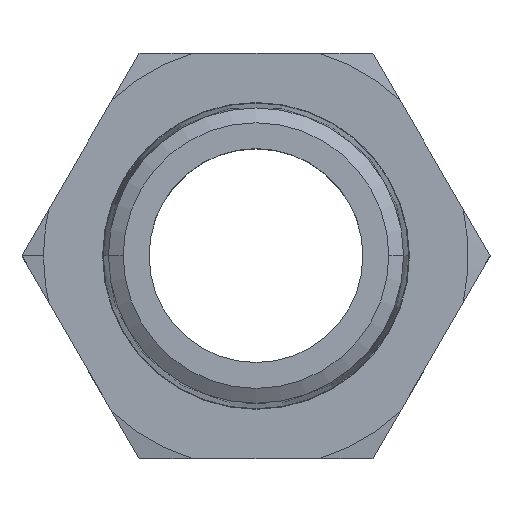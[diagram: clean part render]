
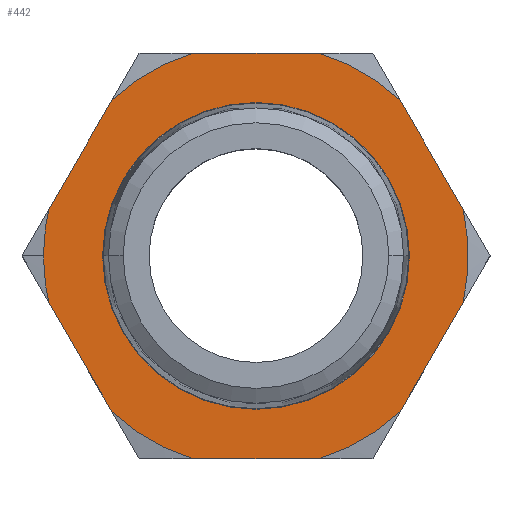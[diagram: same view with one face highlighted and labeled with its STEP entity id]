
A CAD part, top view. The second image highlights one B-rep face of the part: STEP entity #442.
In plain terms, the highlighted planar face has unit normal (0, 0, 1).
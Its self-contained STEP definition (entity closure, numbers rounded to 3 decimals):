
#7 = EDGE_CURVE ( 'NONE', #269, #266, #588, .T. ) ;
#116 = EDGE_CURVE ( 'NONE', #119, #118, #1165, .T. ) ;
#118 = VERTEX_POINT ( 'NONE', #1158 ) ;
#119 = VERTEX_POINT ( 'NONE', #1153 ) ;
#266 = VERTEX_POINT ( 'NONE', #1001 ) ;
#268 = EDGE_CURVE ( 'NONE', #266, #269, #948, .T. ) ;
#269 = VERTEX_POINT ( 'NONE', #941 ) ;
#315 = VERTEX_POINT ( 'NONE', #1058 ) ;
#324 = ORIENTED_EDGE ( 'NONE', *, *, #356, .F. ) ;
#325 = ORIENTED_EDGE ( 'NONE', *, *, #326, .T. ) ;
#326 = EDGE_CURVE ( 'NONE', #434, #392, #1115, .T. ) ;
#339 = VERTEX_POINT ( 'NONE', #1100 ) ;
#343 = VERTEX_POINT ( 'NONE', #1070 ) ;
#351 = EDGE_CURVE ( 'NONE', #343, #360, #1129, .T. ) ;
#356 = EDGE_CURVE ( 'NONE', #434, #357, #1125, .T. ) ;
#357 = VERTEX_POINT ( 'NONE', #1121 ) ;
#360 = VERTEX_POINT ( 'NONE', #1119 ) ;
#366 = EDGE_CURVE ( 'NONE', #315, #392, #1348, .T. ) ;
#386 = EDGE_CURVE ( 'NONE', #420, #118, #1335, .T. ) ;
#392 = VERTEX_POINT ( 'NONE', #1303 ) ;
#420 = VERTEX_POINT ( 'NONE', #1450 ) ;
#434 = VERTEX_POINT ( 'NONE', #1473 ) ;
#442 = ADVANCED_FACE ( 'NONE', ( #1462, #1461 ), #1492, .F. ) ;
#443 = ORIENTED_EDGE ( 'NONE', *, *, #7, .F. ) ;
#445 = EDGE_CURVE ( 'NONE', #343, #524, #1466, .T. ) ;
#446 = ORIENTED_EDGE ( 'NONE', *, *, #268, .F. ) ;
#447 = ORIENTED_EDGE ( 'NONE', *, *, #445, .T. ) ;
#448 = EDGE_LOOP ( 'NONE', ( #443, #446 ) ) ;
#450 = ORIENTED_EDGE ( 'NONE', *, *, #116, .T. ) ;
#451 = ORIENTED_EDGE ( 'NONE', *, *, #386, .F. ) ;
#452 = ORIENTED_EDGE ( 'NONE', *, *, #453, .T. ) ;
#453 = EDGE_CURVE ( 'NONE', #339, #360, #1440, .T. ) ;
#454 = ORIENTED_EDGE ( 'NONE', *, *, #351, .F. ) ;
#458 = EDGE_LOOP ( 'NONE', ( #447, #462, #463, #450, #451, #512, #324, #325, #465, #466, #508, #452, #454 ) ) ;
#462 = ORIENTED_EDGE ( 'NONE', *, *, #523, .F. ) ;
#463 = ORIENTED_EDGE ( 'NONE', *, *, #464, .T. ) ;
#464 = EDGE_CURVE ( 'NONE', #497, #119, #1377, .T. ) ;
#465 = ORIENTED_EDGE ( 'NONE', *, *, #366, .F. ) ;
#466 = ORIENTED_EDGE ( 'NONE', *, *, #507, .T. ) ;
#497 = VERTEX_POINT ( 'NONE', #1616 ) ;
#507 = EDGE_CURVE ( 'NONE', #315, #535, #1526, .T. ) ;
#508 = ORIENTED_EDGE ( 'NONE', *, *, #534, .F. ) ;
#512 = ORIENTED_EDGE ( 'NONE', *, *, #513, .T. ) ;
#513 = EDGE_CURVE ( 'NONE', #420, #357, #1640, .T. ) ;
#523 = EDGE_CURVE ( 'NONE', #497, #524, #1566, .T. ) ;
#524 = VERTEX_POINT ( 'NONE', #1511 ) ;
#534 = EDGE_CURVE ( 'NONE', #339, #535, #1555, .T. ) ;
#535 = VERTEX_POINT ( 'NONE', #1548 ) ;
#587 = AXIS2_PLACEMENT_3D ( 'NONE', #619, #758, #706 ) ;
#588 = CIRCLE ( 'NONE', #587, 13.625 ) ;
#619 = CARTESIAN_POINT ( 'NONE',  ( 0., 0., 5.567 ) ) ;
#706 = DIRECTION ( 'NONE',  ( 1., 0., 0. ) ) ;
#758 = DIRECTION ( 'NONE',  ( 0., 0., 1. ) ) ;
#941 = CARTESIAN_POINT ( 'NONE',  ( -13.625, 0., 5.567 ) ) ;
#944 = DIRECTION ( 'NONE',  ( 1., 0., 0. ) ) ;
#945 = DIRECTION ( 'NONE',  ( 0., 0., 1. ) ) ;
#946 = CARTESIAN_POINT ( 'NONE',  ( 0., 0., 5.567 ) ) ;
#947 = AXIS2_PLACEMENT_3D ( 'NONE', #946, #945, #944 ) ;
#948 = CIRCLE ( 'NONE', #947, 13.625 ) ;
#1001 = CARTESIAN_POINT ( 'NONE',  ( 13.625, 0., 5.567 ) ) ;
#1058 = CARTESIAN_POINT ( 'NONE',  ( 18.402, -4.126, 5.567 ) ) ;
#1069 = DIRECTION ( 'NONE',  ( 1., 0., 0. ) ) ;
#1070 = CARTESIAN_POINT ( 'NONE',  ( -5.628, 18., 5.567 ) ) ;
#1100 = CARTESIAN_POINT ( 'NONE',  ( 12.775, 13.874, 5.567 ) ) ;
#1112 = DIRECTION ( 'NONE',  ( 0., 0., 1. ) ) ;
#1113 = CARTESIAN_POINT ( 'NONE',  ( 0., 0., 5.567 ) ) ;
#1114 = AXIS2_PLACEMENT_3D ( 'NONE', #1113, #1112, #1069 ) ;
#1115 = CIRCLE ( 'NONE', #1114, 18.859 ) ;
#1119 = CARTESIAN_POINT ( 'NONE',  ( 5.628, 18., 5.567 ) ) ;
#1121 = CARTESIAN_POINT ( 'NONE',  ( -5.628, -18., 5.567 ) ) ;
#1122 = DIRECTION ( 'NONE',  ( -1., 0., 0. ) ) ;
#1123 = VECTOR ( 'NONE', #1122, 1000. ) ;
#1124 = CARTESIAN_POINT ( 'NONE',  ( 0., -18., 5.567 ) ) ;
#1125 = LINE ( 'NONE', #1124, #1123 ) ;
#1126 = DIRECTION ( 'NONE',  ( 1., 0., 0. ) ) ;
#1127 = VECTOR ( 'NONE', #1126, 1000. ) ;
#1128 = CARTESIAN_POINT ( 'NONE',  ( 0., 18., 5.567 ) ) ;
#1129 = LINE ( 'NONE', #1128, #1127 ) ;
#1153 = CARTESIAN_POINT ( 'NONE',  ( -18.859, 0., 5.567 ) ) ;
#1158 = CARTESIAN_POINT ( 'NONE',  ( -18.402, -4.126, 5.567 ) ) ;
#1161 = DIRECTION ( 'NONE',  ( 1., 0., 0. ) ) ;
#1162 = DIRECTION ( 'NONE',  ( 0., 0., 1. ) ) ;
#1163 = CARTESIAN_POINT ( 'NONE',  ( 0., 0., 5.567 ) ) ;
#1164 = AXIS2_PLACEMENT_3D ( 'NONE', #1163, #1162, #1161 ) ;
#1165 = CIRCLE ( 'NONE', #1164, 18.859 ) ;
#1303 = CARTESIAN_POINT ( 'NONE',  ( 12.775, -13.874, 5.567 ) ) ;
#1306 = CARTESIAN_POINT ( 'NONE',  ( 24.588, 6.588, 5.567 ) ) ;
#1332 = DIRECTION ( 'NONE',  ( -0.5, 0.866, 0. ) ) ;
#1333 = VECTOR ( 'NONE', #1332, 1000. ) ;
#1334 = CARTESIAN_POINT ( 'NONE',  ( -24.588, 6.588, 5.567 ) ) ;
#1335 = LINE ( 'NONE', #1334, #1333 ) ;
#1347 = DIRECTION ( 'NONE',  ( -0.5, -0.866, 0. ) ) ;
#1348 = LINE ( 'NONE', #1306, #1349 ) ;
#1349 = VECTOR ( 'NONE', #1347, 1000. ) ;
#1374 = DIRECTION ( 'NONE',  ( 1., 0., 0. ) ) ;
#1375 = DIRECTION ( 'NONE',  ( 0., 0., 1. ) ) ;
#1376 = AXIS2_PLACEMENT_3D ( 'NONE', #1387, #1375, #1374 ) ;
#1377 = CIRCLE ( 'NONE', #1376, 18.859 ) ;
#1387 = CARTESIAN_POINT ( 'NONE',  ( 0., 0., 5.567 ) ) ;
#1426 = CARTESIAN_POINT ( 'NONE',  ( 0., 0., 5.567 ) ) ;
#1437 = DIRECTION ( 'NONE',  ( 1., 0., 0. ) ) ;
#1438 = DIRECTION ( 'NONE',  ( 0., 0., 1. ) ) ;
#1439 = AXIS2_PLACEMENT_3D ( 'NONE', #1426, #1438, #1437 ) ;
#1440 = CIRCLE ( 'NONE', #1439, 18.859 ) ;
#1450 = CARTESIAN_POINT ( 'NONE',  ( -12.775, -13.874, 5.567 ) ) ;
#1461 = FACE_OUTER_BOUND ( 'NONE', #458, .T. ) ;
#1462 = FACE_BOUND ( 'NONE', #448, .T. ) ;
#1463 = CARTESIAN_POINT ( 'NONE',  ( 0., 20.785, 5.567 ) ) ;
#1465 = CARTESIAN_POINT ( 'NONE',  ( 0., 0., 5.567 ) ) ;
#1466 = CIRCLE ( 'NONE', #1471, 18.859 ) ;
#1469 = DIRECTION ( 'NONE',  ( 1., 0., 0. ) ) ;
#1470 = DIRECTION ( 'NONE',  ( 0., 0., 1. ) ) ;
#1471 = AXIS2_PLACEMENT_3D ( 'NONE', #1465, #1470, #1469 ) ;
#1473 = CARTESIAN_POINT ( 'NONE',  ( 5.628, -18., 5.567 ) ) ;
#1492 = PLANE ( 'NONE',  #1495 ) ;
#1493 = DIRECTION ( 'NONE',  ( -1., 0., 0. ) ) ;
#1494 = DIRECTION ( 'NONE',  ( 0., 0., -1. ) ) ;
#1495 = AXIS2_PLACEMENT_3D ( 'NONE', #1463, #1494, #1493 ) ;
#1508 = DIRECTION ( 'NONE',  ( 0.5, 0.866, 0. ) ) ;
#1509 = VECTOR ( 'NONE', #1508, 1000. ) ;
#1510 = CARTESIAN_POINT ( 'NONE',  ( -6.588, 24.588, 5.567 ) ) ;
#1511 = CARTESIAN_POINT ( 'NONE',  ( -12.775, 13.874, 5.567 ) ) ;
#1526 = CIRCLE ( 'NONE', #1639, 18.859 ) ;
#1527 = CARTESIAN_POINT ( 'NONE',  ( 0., 0., 5.567 ) ) ;
#1548 = CARTESIAN_POINT ( 'NONE',  ( 18.402, 4.126, 5.567 ) ) ;
#1552 = DIRECTION ( 'NONE',  ( 0.5, -0.866, 0. ) ) ;
#1553 = VECTOR ( 'NONE', #1552, 1000. ) ;
#1554 = CARTESIAN_POINT ( 'NONE',  ( 6.588, 24.588, 5.567 ) ) ;
#1555 = LINE ( 'NONE', #1554, #1553 ) ;
#1566 = LINE ( 'NONE', #1510, #1509 ) ;
#1598 = CARTESIAN_POINT ( 'NONE',  ( 0., 0., 5.567 ) ) ;
#1616 = CARTESIAN_POINT ( 'NONE',  ( -18.402, 4.126, 5.567 ) ) ;
#1617 = DIRECTION ( 'NONE',  ( 1., 0., 0. ) ) ;
#1618 = DIRECTION ( 'NONE',  ( 0., 0., 1. ) ) ;
#1619 = AXIS2_PLACEMENT_3D ( 'NONE', #1527, #1618, #1617 ) ;
#1637 = DIRECTION ( 'NONE',  ( 1., 0., 0. ) ) ;
#1638 = DIRECTION ( 'NONE',  ( 0., 0., 1. ) ) ;
#1639 = AXIS2_PLACEMENT_3D ( 'NONE', #1598, #1638, #1637 ) ;
#1640 = CIRCLE ( 'NONE', #1619, 18.859 ) ;
